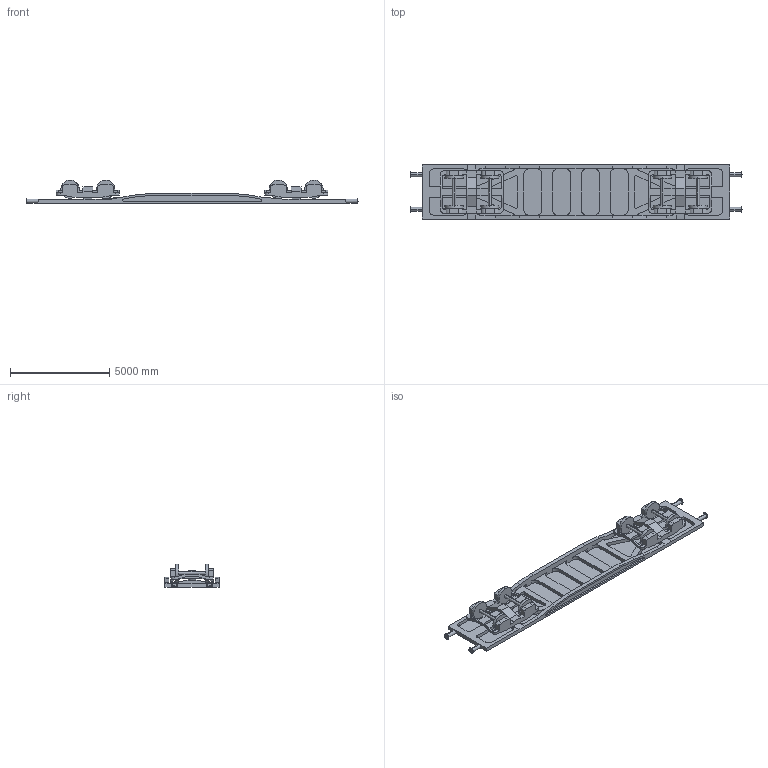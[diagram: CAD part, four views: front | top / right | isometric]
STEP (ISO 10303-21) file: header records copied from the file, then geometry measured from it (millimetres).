
FILE_DESCRIPTION (( 'STEP AP214' ), '1' );
FILE_NAME ('FlatWagon_MoreDetailed.STEP', '2024-03-21T16:53:14', ( '' ), ( '' ), 'SwSTEP 2.0', 'SolidWorks 2022', '' );
FILE_SCHEMA (( 'AUTOMOTIVE_DESIGN' ));
Length unit declared in the file: millimetre
Products named in the file (1): FlatWagon_MoreDetailed
Bounding box: 16740 x 2738.4 x 1210 mm (x, y, z)
Surface area: 159773513.4 mm2 (no closed solid volume)
Topology: 0 solids, 3 shells, 422 faces, 1218 edges, 792 vertices
Faces by surface type: plane 270, cylinder 140, sphere 8, cone 4
Entity records: 27783 total; most frequent: CARTESIAN_POINT 14463, ORIENTED_EDGE 2420, EDGE_CURVE 1210, B_SPLINE_CURVE_WITH_KNOTS 1210, DIRECTION 846, VERTEX_POINT 792, EDGE_LOOP 452, UNCERTAINTY_MEASURE_WITH_UNIT 424
